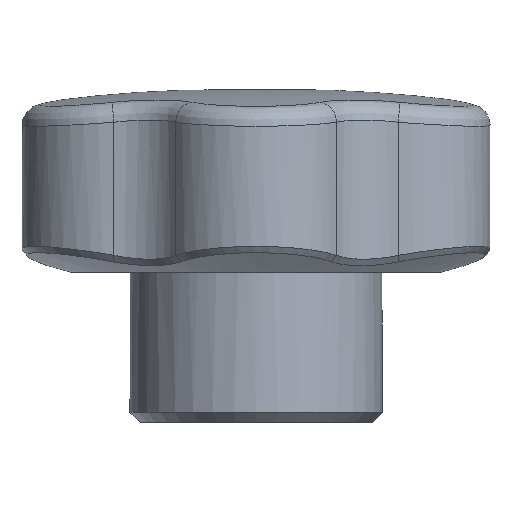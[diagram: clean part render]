
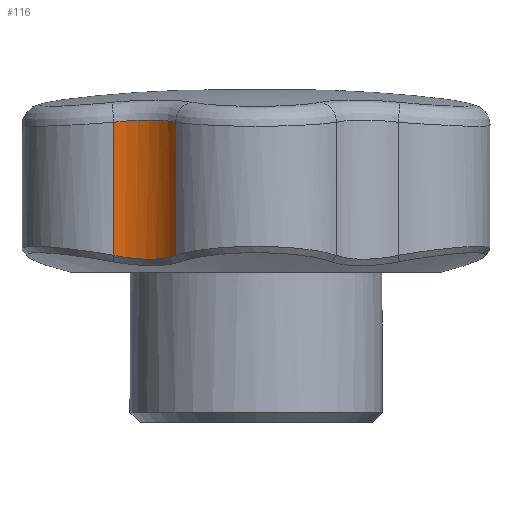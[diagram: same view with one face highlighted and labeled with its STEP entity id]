
A CAD part, front view. The second image highlights one B-rep face of the part: STEP entity #116.
In plain terms, the highlighted cylindrical face has radius 7.398 mm (diameter 14.796 mm), a partial arc.
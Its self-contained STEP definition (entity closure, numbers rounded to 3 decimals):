
#116 = ADVANCED_FACE( '', ( #286 ), #287, .F. );
#286 = FACE_OUTER_BOUND( '', #744, .T. );
#287 = CYLINDRICAL_SURFACE( '', #745, 7.398 );
#744 = EDGE_LOOP( '', ( #3633, #3634, #3635, #3636 ) );
#745 = AXIS2_PLACEMENT_3D( '', #3637, #3638, #3639 );
#3633 = ORIENTED_EDGE( '', *, *, #4139, .T. );
#3634 = ORIENTED_EDGE( '', *, *, #4140, .T. );
#3635 = ORIENTED_EDGE( '', *, *, #4141, .F. );
#3636 = ORIENTED_EDGE( '', *, *, #4084, .T. );
#3637 = CARTESIAN_POINT( '', ( -14.285, -24.742, 44.45 ) );
#3638 = DIRECTION( '', ( 0., 0., 1. ) );
#3639 = DIRECTION( '', ( -1., 0., 0. ) );
#4084 = EDGE_CURVE( '', #4331, #4329, #4332, .T. );
#4139 = EDGE_CURVE( '', #4329, #4428, #4429, .T. );
#4140 = EDGE_CURVE( '', #4428, #4368, #4430, .T. );
#4141 = EDGE_CURVE( '', #4331, #4368, #4431, .T. );
#4329 = VERTEX_POINT( '', #5258 );
#4331 = VERTEX_POINT( '', #5260 );
#4332 = B_SPLINE_CURVE_WITH_KNOTS( '', 3, ( #5261, #5262, #5263, #5264, #5265, #5266, #5267, #5268, #5269, #5270, #5271, #5272, #5273, #5274, #5275, #5276, #5277, #5278, #5279, #5280, #5281, #5282, #5283, #5284, #5285, #5286, #5287, #5288, #5289, #5290, #5291 ), .UNSPECIFIED., .F., .F., ( 4, 1, 1, 1, 1, 2, 2, 2, 1, 1, 1, 1, 1, 2, 2, 2, 1, 1, 1, 1, 1, 1, 4 ), ( 0., 0., 0.001, 0.001, 0.002, 0.002, 0.002, 0.002, 0.003, 0.003, 0.003, 0.004, 0.004, 0.005, 0.005, 0.005, 0.005, 0.005, 0.006, 0.006, 0.006, 0.007, 0.007 ), .UNSPECIFIED. );
#4368 = VERTEX_POINT( '', #5513 );
#4428 = VERTEX_POINT( '', #6040 );
#4429 = LINE( '', #6041, #6042 );
#4430 = B_SPLINE_CURVE_WITH_KNOTS( '', 3, ( #6043, #6044, #6045, #6046, #6047, #6048, #6049, #6050, #6051, #6052, #6053, #6054, #6055, #6056, #6057, #6058, #6059, #6060, #6061, #6062, #6063, #6064, #6065, #6066, #6067, #6068, #6069, #6070, #6071, #6072, #6073, #6074 ), .UNSPECIFIED., .F., .F., ( 4, 1, 1, 1, 1, 1, 1, 1, 1, 1, 1, 1, 1, 1, 1, 1, 1, 1, 1, 1, 1, 1, 1, 1, 1, 1, 1, 1, 1, 4 ), ( 0., 0.035, 0.07, 0.104, 0.139, 0.174, 0.208, 0.243, 0.277, 0.311, 0.346, 0.38, 0.414, 0.449, 0.483, 0.517, 0.551, 0.586, 0.62, 0.654, 0.688, 0.723, 0.757, 0.792, 0.826, 0.861, 0.895, 0.93, 0.965, 1. ), .UNSPECIFIED. );
#4431 = LINE( '', #6075, #6076 );
#5258 = CARTESIAN_POINT( '', ( -14.096, -17.347, 29.737 ) );
#5260 = CARTESIAN_POINT( '', ( -7.975, -20.881, 29.737 ) );
#5261 = CARTESIAN_POINT( '', ( -7.975, -20.881, 29.737 ) );
#5262 = CARTESIAN_POINT( '', ( -8.056, -20.749, 29.756 ) );
#5263 = CARTESIAN_POINT( '', ( -8.224, -20.492, 29.79 ) );
#5264 = CARTESIAN_POINT( '', ( -8.499, -20.125, 29.835 ) );
#5265 = CARTESIAN_POINT( '', ( -8.796, -19.776, 29.873 ) );
#5266 = CARTESIAN_POINT( '', ( -9.114, -19.445, 29.905 ) );
#5267 = CARTESIAN_POINT( '', ( -9.341, -19.237, 29.921 ) );
#5268 = CARTESIAN_POINT( '', ( -9.488, -19.111, 29.93 ) );
#5269 = CARTESIAN_POINT( '', ( -9.517, -19.086, 29.932 ) );
#5270 = CARTESIAN_POINT( '', ( -9.562, -19.048, 29.934 ) );
#5271 = CARTESIAN_POINT( '', ( -9.577, -19.036, 29.935 ) );
#5272 = CARTESIAN_POINT( '', ( -9.607, -19.011, 29.937 ) );
#5273 = CARTESIAN_POINT( '', ( -9.682, -18.95, 29.94 ) );
#5274 = CARTESIAN_POINT( '', ( -9.88, -18.796, 29.949 ) );
#5275 = CARTESIAN_POINT( '', ( -10.193, -18.573, 29.958 ) );
#5276 = CARTESIAN_POINT( '', ( -10.584, -18.331, 29.961 ) );
#5277 = CARTESIAN_POINT( '', ( -10.989, -18.114, 29.958 ) );
#5278 = CARTESIAN_POINT( '', ( -11.269, -17.985, 29.951 ) );
#5279 = CARTESIAN_POINT( '', ( -11.483, -17.895, 29.944 ) );
#5280 = CARTESIAN_POINT( '', ( -11.554, -17.866, 29.941 ) );
#5281 = CARTESIAN_POINT( '', ( -11.645, -17.832, 29.937 ) );
#5282 = CARTESIAN_POINT( '', ( -11.663, -17.825, 29.936 ) );
#5283 = CARTESIAN_POINT( '', ( -11.699, -17.811, 29.935 ) );
#5284 = CARTESIAN_POINT( '', ( -11.754, -17.791, 29.933 ) );
#5285 = CARTESIAN_POINT( '', ( -11.954, -17.719, 29.923 ) );
#5286 = CARTESIAN_POINT( '', ( -12.284, -17.615, 29.905 ) );
#5287 = CARTESIAN_POINT( '', ( -12.729, -17.505, 29.873 ) );
#5288 = CARTESIAN_POINT( '', ( -13.18, -17.423, 29.835 ) );
#5289 = CARTESIAN_POINT( '', ( -13.635, -17.368, 29.79 ) );
#5290 = CARTESIAN_POINT( '', ( -13.941, -17.351, 29.756 ) );
#5291 = CARTESIAN_POINT( '', ( -14.096, -17.347, 29.737 ) );
#5513 = CARTESIAN_POINT( '', ( -7.975, -20.881, 16.545 ) );
#6040 = CARTESIAN_POINT( '', ( -14.096, -17.347, 16.545 ) );
#6041 = CARTESIAN_POINT( '', ( -14.096, -17.347, 44.45 ) );
#6042 = VECTOR( '', #7032, 1000. );
#6043 = CARTESIAN_POINT( '', ( -14.096, -17.347, 16.545 ) );
#6044 = CARTESIAN_POINT( '', ( -14.011, -17.35, 16.528 ) );
#6045 = CARTESIAN_POINT( '', ( -13.842, -17.356, 16.494 ) );
#6046 = CARTESIAN_POINT( '', ( -13.589, -17.376, 16.446 ) );
#6047 = CARTESIAN_POINT( '', ( -13.336, -17.404, 16.402 ) );
#6048 = CARTESIAN_POINT( '', ( -13.085, -17.441, 16.362 ) );
#6049 = CARTESIAN_POINT( '', ( -12.835, -17.487, 16.326 ) );
#6050 = CARTESIAN_POINT( '', ( -12.587, -17.541, 16.293 ) );
#6051 = CARTESIAN_POINT( '', ( -12.34, -17.603, 16.264 ) );
#6052 = CARTESIAN_POINT( '', ( -12.096, -17.674, 16.238 ) );
#6053 = CARTESIAN_POINT( '', ( -11.855, -17.753, 16.216 ) );
#6054 = CARTESIAN_POINT( '', ( -11.616, -17.841, 16.198 ) );
#6055 = CARTESIAN_POINT( '', ( -11.381, -17.937, 16.183 ) );
#6056 = CARTESIAN_POINT( '', ( -11.149, -18.04, 16.172 ) );
#6057 = CARTESIAN_POINT( '', ( -10.921, -18.152, 16.165 ) );
#6058 = CARTESIAN_POINT( '', ( -10.696, -18.272, 16.161 ) );
#6059 = CARTESIAN_POINT( '', ( -10.476, -18.399, 16.161 ) );
#6060 = CARTESIAN_POINT( '', ( -10.261, -18.533, 16.165 ) );
#6061 = CARTESIAN_POINT( '', ( -10.05, -18.675, 16.172 ) );
#6062 = CARTESIAN_POINT( '', ( -9.844, -18.824, 16.183 ) );
#6063 = CARTESIAN_POINT( '', ( -9.643, -18.98, 16.198 ) );
#6064 = CARTESIAN_POINT( '', ( -9.448, -19.143, 16.216 ) );
#6065 = CARTESIAN_POINT( '', ( -9.259, -19.312, 16.238 ) );
#6066 = CARTESIAN_POINT( '', ( -9.075, -19.488, 16.264 ) );
#6067 = CARTESIAN_POINT( '', ( -8.898, -19.67, 16.293 ) );
#6068 = CARTESIAN_POINT( '', ( -8.727, -19.858, 16.326 ) );
#6069 = CARTESIAN_POINT( '', ( -8.562, -20.052, 16.362 ) );
#6070 = CARTESIAN_POINT( '', ( -8.404, -20.251, 16.402 ) );
#6071 = CARTESIAN_POINT( '', ( -8.254, -20.456, 16.446 ) );
#6072 = CARTESIAN_POINT( '', ( -8.11, -20.666, 16.494 ) );
#6073 = CARTESIAN_POINT( '', ( -8.02, -20.809, 16.528 ) );
#6074 = CARTESIAN_POINT( '', ( -7.975, -20.881, 16.545 ) );
#6075 = CARTESIAN_POINT( '', ( -7.975, -20.881, 44.45 ) );
#6076 = VECTOR( '', #7033, 1000. );
#7032 = DIRECTION( '', ( 0., 0., -1. ) );
#7033 = DIRECTION( '', ( 0., 0., -1. ) );
